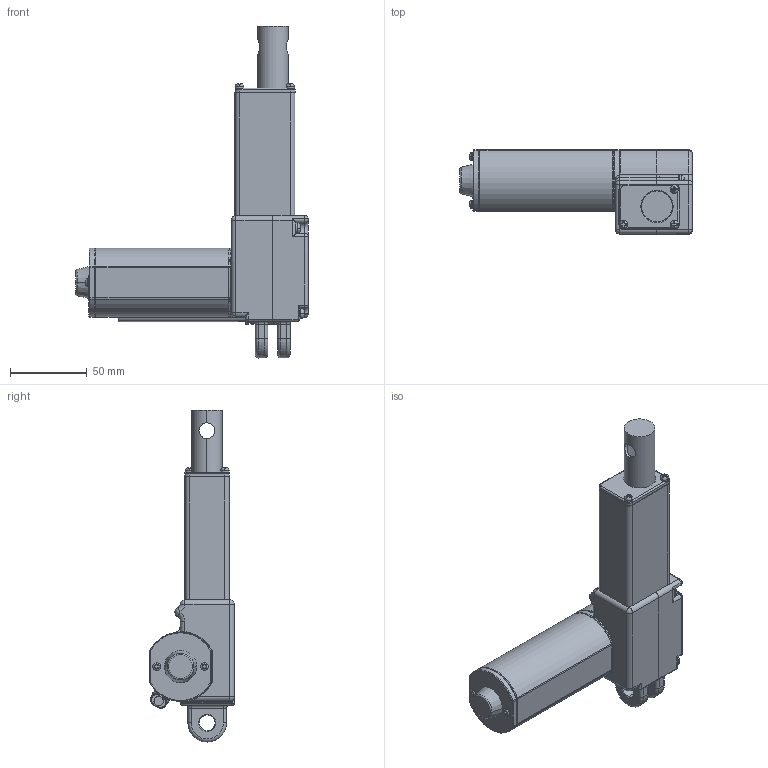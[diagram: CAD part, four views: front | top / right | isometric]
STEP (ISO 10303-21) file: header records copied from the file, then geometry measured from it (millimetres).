
FILE_DESCRIPTION((''),'2;1');
FILE_NAME('ASM0001_ASM','2017-11-06T',('user'),(''),'PRO/ENGINEER BY PARAMETRIC TECHNOLOGY CORPORATION, 2008090','PRO/ENGINEER BY PARAMETRIC TECHNOLOGY CORPORATION, 2008090','');
FILE_SCHEMA(('CONFIG_CONTROL_DESIGN'));
Length unit declared in the file: millimetre
Products named in the file (3): FD15_ASM; ZHIGAN; ASM0001_ASM
Assembly tree (2 placements, depth 2):
  ASM0001_ASM
    FD15_ASM
    ZHIGAN
Bounding box: 151.02 x 54.89 x 216.01 mm (x, y, z)
Volume: 11510.2 mm3; surface area: 137332.3 mm2
Topology: 1 solids, 11 shells, 1518 faces, 4112 edges, 2664 vertices
Faces by surface type: plane 837, cylinder 405, torus 131, cone 52, bspline 50, sphere 43
Entity records: 50715 total; most frequent: CARTESIAN_POINT 11813, DIRECTION 8231, ORIENTED_EDGE 8190, EDGE_CURVE 4099, AXIS2_PLACEMENT_3D 2962, VERTEX_POINT 2664, VECTOR 2307, LINE 2307
